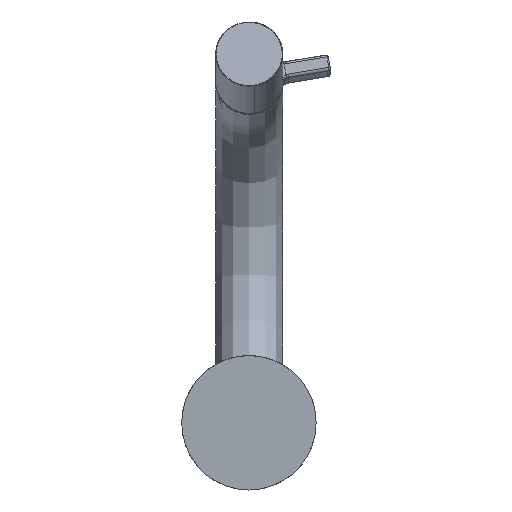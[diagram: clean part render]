
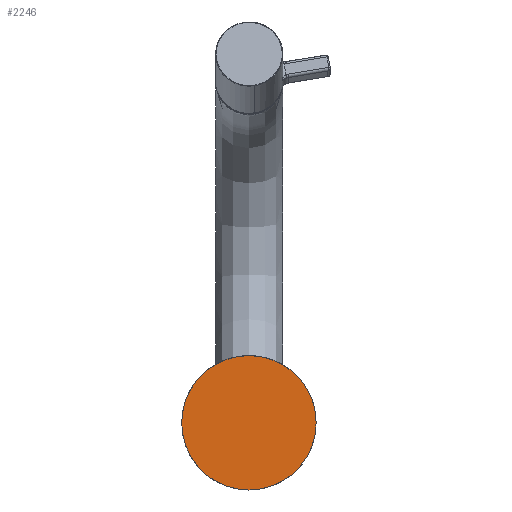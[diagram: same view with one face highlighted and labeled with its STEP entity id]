
A CAD part, front view. The second image highlights one B-rep face of the part: STEP entity #2246.
In plain terms, the highlighted planar face has unit normal (0, -1, 0).
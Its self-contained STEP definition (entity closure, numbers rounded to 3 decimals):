
#390 = DIRECTION ( 'NONE',  ( 0., 1., 0. ) ) ;
#482 = AXIS2_PLACEMENT_3D ( 'NONE', #3223, #390, #2650 ) ;
#573 = ORIENTED_EDGE ( 'NONE', *, *, #1196, .F. ) ;
#683 = ORIENTED_EDGE ( 'NONE', *, *, #1019, .F. ) ;
#824 = CIRCLE ( 'NONE', #994, 24. ) ;
#994 = AXIS2_PLACEMENT_3D ( 'NONE', #2056, #1183, #1216 ) ;
#1008 = VERTEX_POINT ( 'NONE', #1789 ) ;
#1019 = EDGE_CURVE ( 'NONE', #2207, #1008, #2109, .T. ) ;
#1055 = FACE_OUTER_BOUND ( 'NONE', #2790, .T. ) ;
#1183 = DIRECTION ( 'NONE',  ( 0., 1., 0. ) ) ;
#1196 = EDGE_CURVE ( 'NONE', #1008, #2207, #824, .T. ) ;
#1216 = DIRECTION ( 'NONE',  ( 1., 0., 0. ) ) ;
#1457 = CARTESIAN_POINT ( 'NONE',  ( -21., 0., 0. ) ) ;
#1789 = CARTESIAN_POINT ( 'NONE',  ( 24., 0., 0. ) ) ;
#2019 = DIRECTION ( 'NONE',  ( 0., -1., 0. ) ) ;
#2056 = CARTESIAN_POINT ( 'NONE',  ( 0., 0., 0. ) ) ;
#2109 = CIRCLE ( 'NONE', #482, 24. ) ;
#2207 = VERTEX_POINT ( 'NONE', #3658 ) ;
#2246 = ADVANCED_FACE ( 'NONE', ( #1055 ), #3156, .T. ) ;
#2650 = DIRECTION ( 'NONE',  ( 1., 0., 0. ) ) ;
#2790 = EDGE_LOOP ( 'NONE', ( #573, #683 ) ) ;
#3071 = AXIS2_PLACEMENT_3D ( 'NONE', #1457, #2019, #3180 ) ;
#3156 = PLANE ( 'NONE',  #3071 ) ;
#3180 = DIRECTION ( 'NONE',  ( 1., 0., 0. ) ) ;
#3223 = CARTESIAN_POINT ( 'NONE',  ( 0., 0., 0. ) ) ;
#3658 = CARTESIAN_POINT ( 'NONE',  ( -24., 0., 0. ) ) ;
